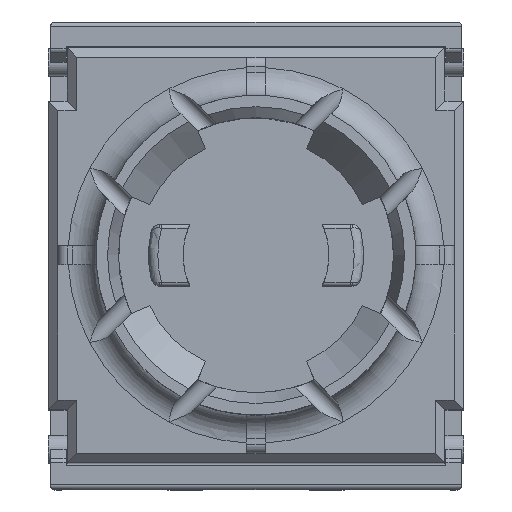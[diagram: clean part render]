
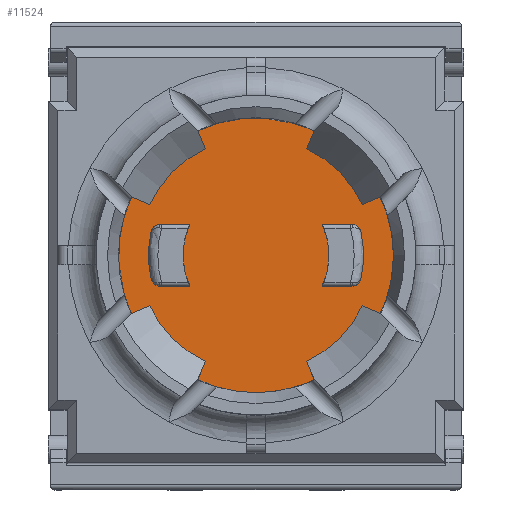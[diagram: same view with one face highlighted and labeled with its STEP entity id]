
A CAD part, top view. The second image highlights one B-rep face of the part: STEP entity #11524.
In plain terms, the highlighted planar face has unit normal (0, 0, 1).
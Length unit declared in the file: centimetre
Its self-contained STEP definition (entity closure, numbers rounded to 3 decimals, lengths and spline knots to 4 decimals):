
#465=FACE_BOUND('',#1584,.T.);
#466=FACE_BOUND('',#1585,.T.);
#571=CIRCLE('',#12218,0.735);
#572=CIRCLE('',#12219,0.05);
#573=CIRCLE('',#12220,0.575);
#574=CIRCLE('',#12221,0.05);
#575=CIRCLE('',#12222,0.39);
#576=CIRCLE('',#12223,0.575);
#577=CIRCLE('',#12224,0.05);
#578=CIRCLE('',#12225,0.39);
#579=CIRCLE('',#12226,0.05);
#891=FACE_OUTER_BOUND('',#1583,.T.);
#1583=EDGE_LOOP('',(#7692));
#1584=EDGE_LOOP('',(#7693,#7694,#7695,#7696,#7697,#7698));
#1585=EDGE_LOOP('',(#7699,#7700,#7701,#7702,#7703,#7704));
#2448=LINE('',#16584,#3640);
#2449=LINE('',#16587,#3641);
#2450=LINE('',#16594,#3642);
#2451=LINE('',#16598,#3643);
#3640=VECTOR('',#13325,0.1589);
#3641=VECTOR('',#13328,0.1589);
#3642=VECTOR('',#13333,0.1589);
#3643=VECTOR('',#13336,0.1589);
#4834=VERTEX_POINT('',#16574);
#4835=VERTEX_POINT('',#16576);
#4836=VERTEX_POINT('',#16577);
#4837=VERTEX_POINT('',#16579);
#4838=VERTEX_POINT('',#16581);
#4839=VERTEX_POINT('',#16583);
#4840=VERTEX_POINT('',#16585);
#4841=VERTEX_POINT('',#16588);
#4842=VERTEX_POINT('',#16589);
#4843=VERTEX_POINT('',#16591);
#4844=VERTEX_POINT('',#16593);
#4845=VERTEX_POINT('',#16595);
#4846=VERTEX_POINT('',#16597);
#5963=EDGE_CURVE('',#4834,#4834,#571,.T.);
#5964=EDGE_CURVE('',#4835,#4836,#572,.T.);
#5965=EDGE_CURVE('',#4837,#4835,#573,.T.);
#5966=EDGE_CURVE('',#4838,#4837,#574,.T.);
#5967=EDGE_CURVE('',#4839,#4838,#2448,.T.);
#5968=EDGE_CURVE('',#4840,#4839,#575,.T.);
#5969=EDGE_CURVE('',#4836,#4840,#2449,.T.);
#5970=EDGE_CURVE('',#4841,#4842,#576,.T.);
#5971=EDGE_CURVE('',#4843,#4841,#577,.T.);
#5972=EDGE_CURVE('',#4844,#4843,#2450,.T.);
#5973=EDGE_CURVE('',#4845,#4844,#578,.T.);
#5974=EDGE_CURVE('',#4846,#4845,#2451,.T.);
#5975=EDGE_CURVE('',#4842,#4846,#579,.T.);
#7692=ORIENTED_EDGE('',*,*,#5963,.F.);
#7693=ORIENTED_EDGE('',*,*,#5964,.F.);
#7694=ORIENTED_EDGE('',*,*,#5965,.F.);
#7695=ORIENTED_EDGE('',*,*,#5966,.F.);
#7696=ORIENTED_EDGE('',*,*,#5967,.F.);
#7697=ORIENTED_EDGE('',*,*,#5968,.F.);
#7698=ORIENTED_EDGE('',*,*,#5969,.F.);
#7699=ORIENTED_EDGE('',*,*,#5970,.F.);
#7700=ORIENTED_EDGE('',*,*,#5971,.F.);
#7701=ORIENTED_EDGE('',*,*,#5972,.F.);
#7702=ORIENTED_EDGE('',*,*,#5973,.F.);
#7703=ORIENTED_EDGE('',*,*,#5974,.F.);
#7704=ORIENTED_EDGE('',*,*,#5975,.F.);
#11059=PLANE('',#12217);
#11524=ADVANCED_FACE('',(#891,#465,#466),#11059,.T.);
#12217=AXIS2_PLACEMENT_3D('',#16573,#13315,#13316);
#12218=AXIS2_PLACEMENT_3D('',#16575,#13317,#13318);
#12219=AXIS2_PLACEMENT_3D('',#16578,#13319,#13320);
#12220=AXIS2_PLACEMENT_3D('',#16580,#13321,#13322);
#12221=AXIS2_PLACEMENT_3D('',#16582,#13323,#13324);
#12222=AXIS2_PLACEMENT_3D('',#16586,#13326,#13327);
#12223=AXIS2_PLACEMENT_3D('',#16590,#13329,#13330);
#12224=AXIS2_PLACEMENT_3D('',#16592,#13331,#13332);
#12225=AXIS2_PLACEMENT_3D('',#16596,#13334,#13335);
#12226=AXIS2_PLACEMENT_3D('',#16599,#13337,#13338);
#13315=DIRECTION('center_axis',(0.,0.,1.));
#13316=DIRECTION('ref_axis',(1.,0.,0.));
#13317=DIRECTION('center_axis',(0.,0.,-1.));
#13318=DIRECTION('ref_axis',(-1.,0.,0.));
#13319=DIRECTION('center_axis',(0.,0.,1.));
#13320=DIRECTION('ref_axis',(-0.625,-0.781,0.));
#13321=DIRECTION('center_axis',(0.,0.,1.));
#13322=DIRECTION('ref_axis',(-0.958,-0.287,0.));
#13323=DIRECTION('center_axis',(0.,0.,1.));
#13324=DIRECTION('ref_axis',(-0.625,0.781,0.));
#13325=DIRECTION('',(-1.,0.,0.));
#13326=DIRECTION('center_axis',(0.,0.,-1.));
#13327=DIRECTION('ref_axis',(0.768,-0.641,0.));
#13328=DIRECTION('',(1.,0.,0.));
#13329=DIRECTION('center_axis',(0.,0.,1.));
#13330=DIRECTION('ref_axis',(0.958,0.287,0.));
#13331=DIRECTION('center_axis',(0.,0.,1.));
#13332=DIRECTION('ref_axis',(0.625,-0.781,0.));
#13333=DIRECTION('',(1.,0.,0.));
#13334=DIRECTION('center_axis',(0.,0.,-1.));
#13335=DIRECTION('ref_axis',(-0.967,-0.256,0.));
#13336=DIRECTION('',(-1.,0.,0.));
#13337=DIRECTION('center_axis',(0.,0.,1.));
#13338=DIRECTION('ref_axis',(0.625,0.781,0.));
#16573=CARTESIAN_POINT('Origin',(1.1005,-1.1431,2.6457));
#16574=CARTESIAN_POINT('',(1.835,-1.1437,2.6457));
#16575=CARTESIAN_POINT('Origin',(1.1,-1.1437,2.6457));
#16576=CARTESIAN_POINT('',(0.539,-1.2697,2.6457));
#16577=CARTESIAN_POINT('',(0.5878,-1.3087,2.6457));
#16578=CARTESIAN_POINT('Origin',(0.5878,-1.2587,2.6457));
#16579=CARTESIAN_POINT('',(0.539,-1.0178,2.6457));
#16580=CARTESIAN_POINT('Origin',(1.1,-1.1437,2.6457));
#16581=CARTESIAN_POINT('',(0.5878,-0.9787,2.6457));
#16582=CARTESIAN_POINT('Origin',(0.5878,-1.0287,2.6457));
#16583=CARTESIAN_POINT('',(0.7466,-0.9787,2.6457));
#16584=CARTESIAN_POINT('',(0.8248,-0.9787,2.6457));
#16585=CARTESIAN_POINT('',(0.7466,-1.3087,2.6457));
#16586=CARTESIAN_POINT('Origin',(1.1,-1.1437,2.6457));
#16587=CARTESIAN_POINT('',(0.9236,-1.3087,2.6457));
#16588=CARTESIAN_POINT('',(1.661,-1.2697,2.6457));
#16589=CARTESIAN_POINT('',(1.661,-1.0178,2.6457));
#16590=CARTESIAN_POINT('Origin',(1.1,-1.1437,2.6457));
#16591=CARTESIAN_POINT('',(1.6122,-1.3087,2.6457));
#16592=CARTESIAN_POINT('Origin',(1.6122,-1.2587,2.6457));
#16593=CARTESIAN_POINT('',(1.4534,-1.3087,2.6457));
#16594=CARTESIAN_POINT('',(1.3757,-1.3087,2.6457));
#16595=CARTESIAN_POINT('',(1.4534,-0.9787,2.6457));
#16596=CARTESIAN_POINT('Origin',(1.1,-1.1437,2.6457));
#16597=CARTESIAN_POINT('',(1.6122,-0.9787,2.6457));
#16598=CARTESIAN_POINT('',(1.2769,-0.9787,2.6457));
#16599=CARTESIAN_POINT('Origin',(1.6122,-1.0287,2.6457));
